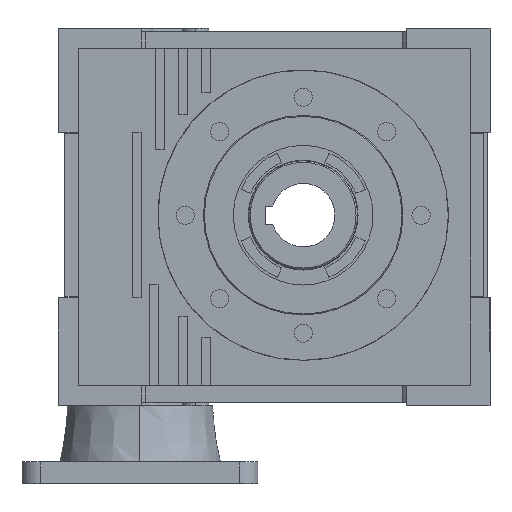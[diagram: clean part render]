
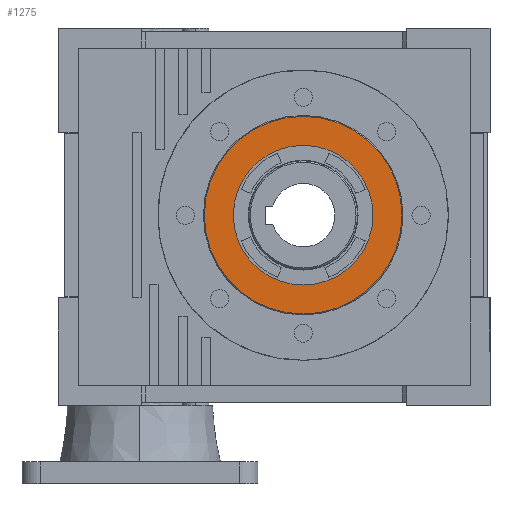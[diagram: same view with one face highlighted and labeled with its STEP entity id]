
A CAD part, left-side view. The second image highlights one B-rep face of the part: STEP entity #1275.
In plain terms, the highlighted planar face has unit normal (-1, 0, 0).
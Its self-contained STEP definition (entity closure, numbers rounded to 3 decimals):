
#539 = VERTEX_POINT ( 'NONE', #21143 ) ;
#1174 = DIRECTION ( 'NONE',  ( -1., 0., 0. ) ) ;
#1275 = ADVANCED_FACE ( 'NONE', ( #6562, #13362 ), #20280, .T. ) ;
#1445 = AXIS2_PLACEMENT_3D ( 'NONE', #11497, #1174, #11650 ) ;
#1484 = EDGE_CURVE ( 'NONE', #10664, #5041, #18511, .T. ) ;
#2463 = CIRCLE ( 'NONE', #17429, 38.5 ) ;
#2571 = DIRECTION ( 'NONE',  ( 0., 0., -1. ) ) ;
#2648 = DIRECTION ( 'NONE',  ( 1., 0., 0. ) ) ;
#4069 = VERTEX_POINT ( 'NONE', #14692 ) ;
#4513 = CARTESIAN_POINT ( 'NONE',  ( -70., 0., 38.5 ) ) ;
#4540 = CIRCLE ( 'NONE', #8350, 54.5 ) ;
#4784 = CARTESIAN_POINT ( 'NONE',  ( -70., 0., 0. ) ) ;
#5041 = VERTEX_POINT ( 'NONE', #4513 ) ;
#5242 = CARTESIAN_POINT ( 'NONE',  ( -70., 0., 0. ) ) ;
#6290 = DIRECTION ( 'NONE',  ( -1., 0., 0. ) ) ;
#6404 = ORIENTED_EDGE ( 'NONE', *, *, #11441, .T. ) ;
#6470 = AXIS2_PLACEMENT_3D ( 'NONE', #5242, #15974, #8929 ) ;
#6562 = FACE_OUTER_BOUND ( 'NONE', #7511, .T. ) ;
#6799 = ORIENTED_EDGE ( 'NONE', *, *, #7564, .T. ) ;
#7511 = EDGE_LOOP ( 'NONE', ( #8252, #6799 ) ) ;
#7564 = EDGE_CURVE ( 'NONE', #539, #4069, #21170, .T. ) ;
#8252 = ORIENTED_EDGE ( 'NONE', *, *, #8567, .T. ) ;
#8272 = ORIENTED_EDGE ( 'NONE', *, *, #1484, .T. ) ;
#8350 = AXIS2_PLACEMENT_3D ( 'NONE', #16568, #6290, #15104 ) ;
#8425 = EDGE_LOOP ( 'NONE', ( #6404, #8272 ) ) ;
#8567 = EDGE_CURVE ( 'NONE', #4069, #539, #4540, .T. ) ;
#8929 = DIRECTION ( 'NONE',  ( 0., 0., -1. ) ) ;
#10664 = VERTEX_POINT ( 'NONE', #17373 ) ;
#11369 = CARTESIAN_POINT ( 'NONE',  ( -70., 0., 0. ) ) ;
#11441 = EDGE_CURVE ( 'NONE', #5041, #10664, #2463, .T. ) ;
#11497 = CARTESIAN_POINT ( 'NONE',  ( -70., 0., 0. ) ) ;
#11650 = DIRECTION ( 'NONE',  ( 0., 0., 1. ) ) ;
#13227 = DIRECTION ( 'NONE',  ( 0., 0., -1. ) ) ;
#13362 = FACE_BOUND ( 'NONE', #8425, .T. ) ;
#14692 = CARTESIAN_POINT ( 'NONE',  ( -70., 0., -54.5 ) ) ;
#15104 = DIRECTION ( 'NONE',  ( 0., 0., 1. ) ) ;
#15127 = DIRECTION ( 'NONE',  ( -1., 0., 0. ) ) ;
#15974 = DIRECTION ( 'NONE',  ( 1., 0., 0. ) ) ;
#16568 = CARTESIAN_POINT ( 'NONE',  ( -70., 0., 0. ) ) ;
#17373 = CARTESIAN_POINT ( 'NONE',  ( -70., 0., -38.5 ) ) ;
#17429 = AXIS2_PLACEMENT_3D ( 'NONE', #11369, #2648, #2571 ) ;
#18511 = CIRCLE ( 'NONE', #6470, 38.5 ) ;
#20280 = PLANE ( 'NONE',  #20437 ) ;
#20437 = AXIS2_PLACEMENT_3D ( 'NONE', #4784, #15127, #13227 ) ;
#21143 = CARTESIAN_POINT ( 'NONE',  ( -70., 0., 54.5 ) ) ;
#21170 = CIRCLE ( 'NONE', #1445, 54.5 ) ;
